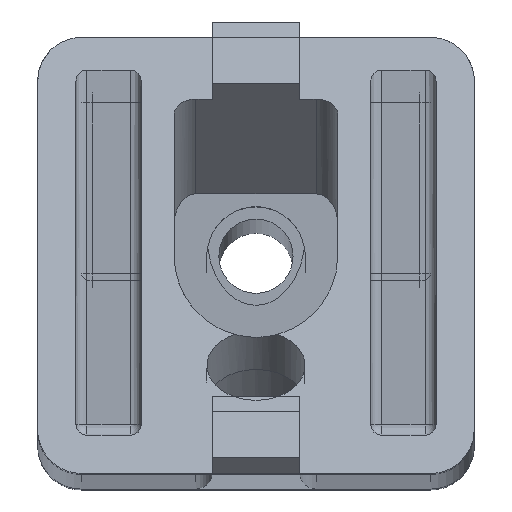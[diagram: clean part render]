
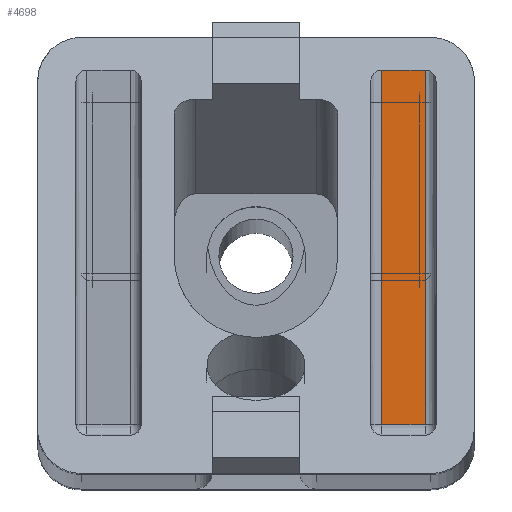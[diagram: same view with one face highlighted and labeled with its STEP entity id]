
A CAD part, top view. The second image highlights one B-rep face of the part: STEP entity #4698.
In plain terms, the highlighted planar face has unit normal (0, 0, 1).
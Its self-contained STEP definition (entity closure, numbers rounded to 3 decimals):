
#728=FACE_OUTER_BOUND('',#996,.T.);
#996=EDGE_LOOP('',(#4230,#4231,#4232,#4233));
#1383=LINE('',#7738,#1823);
#1425=LINE('',#7899,#1865);
#1429=LINE('',#7905,#1869);
#1434=LINE('',#7912,#1874);
#1823=VECTOR('',#6293,4.);
#1865=VECTOR('',#6491,32.5);
#1869=VECTOR('',#6499,4.);
#1874=VECTOR('',#6508,32.5);
#2288=VERTEX_POINT('',#7735);
#2289=VERTEX_POINT('',#7737);
#2327=VERTEX_POINT('',#7888);
#2330=VERTEX_POINT('',#7895);
#2888=EDGE_CURVE('',#2288,#2289,#1383,.T.);
#2966=EDGE_CURVE('',#2289,#2330,#1425,.T.);
#2970=EDGE_CURVE('',#2330,#2327,#1429,.T.);
#2975=EDGE_CURVE('',#2327,#2288,#1434,.T.);
#4230=ORIENTED_EDGE('',*,*,#2975,.F.);
#4231=ORIENTED_EDGE('',*,*,#2970,.F.);
#4232=ORIENTED_EDGE('',*,*,#2966,.F.);
#4233=ORIENTED_EDGE('',*,*,#2888,.F.);
#4461=PLANE('',#5175);
#4698=ADVANCED_FACE('',(#728),#4461,.T.);
#5175=AXIS2_PLACEMENT_3D('',#7914,#6511,#6512);
#6293=DIRECTION('',(1.,0.,0.));
#6491=DIRECTION('',(0.,-1.,0.));
#6499=DIRECTION('',(-1.,0.,0.));
#6508=DIRECTION('',(0.,1.,0.));
#6511=DIRECTION('center_axis',(0.,0.,
1.));
#6512=DIRECTION('ref_axis',(1.,0.,0.));
#7735=CARTESIAN_POINT('',(23.955,2.179,15.));
#7737=CARTESIAN_POINT('',(27.955,2.179,15.));
#7738=CARTESIAN_POINT('',(9.205,2.179,15.));
#7888=CARTESIAN_POINT('',(23.955,-30.321,15.));
#7895=CARTESIAN_POINT('',(27.955,-30.321,15.));
#7899=CARTESIAN_POINT('',(27.955,-20.821,15.));
#7905=CARTESIAN_POINT('',(24.455,-30.321,15.));
#7912=CARTESIAN_POINT('',(23.955,0.179,15.));
#7914=CARTESIAN_POINT('Origin',(25.955,-10.321,15.));
